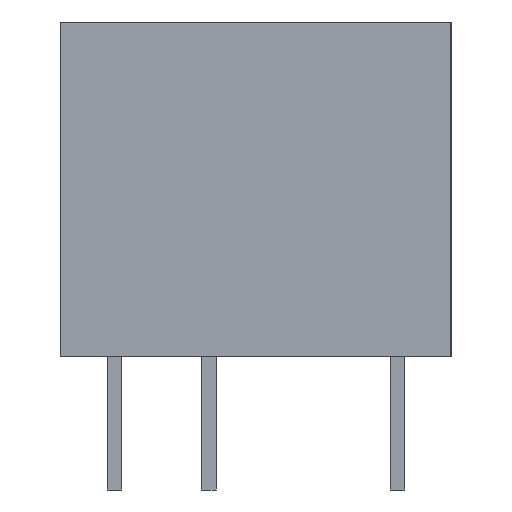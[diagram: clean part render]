
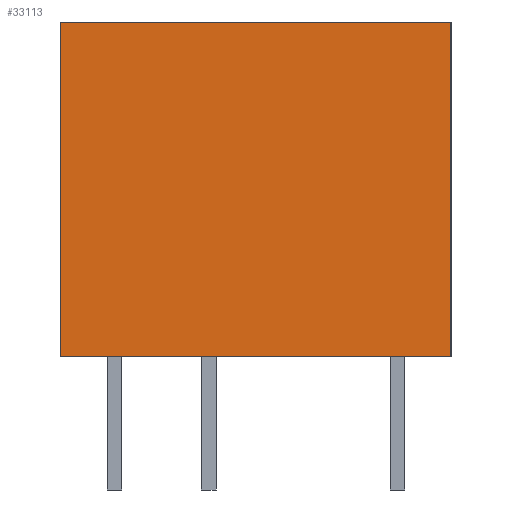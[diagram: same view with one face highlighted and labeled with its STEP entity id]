
A CAD part, front view. The second image highlights one B-rep face of the part: STEP entity #33113.
In plain terms, the highlighted planar face has unit normal (0, -1, 0).
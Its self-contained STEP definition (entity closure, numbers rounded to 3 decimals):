
#33074=CARTESIAN_POINT('',(5.25,-10.95,0.0));
#33075=DIRECTION('',(0.0,-1.0,0.0));
#33076=DIRECTION('',(0.0,0.0,-1.0));
#33077=AXIS2_PLACEMENT_3D('',#33074,#33075,#33076);
#33078=PLANE('',#33077);
#33079=CARTESIAN_POINT('',(5.25,-10.95,9.0));
#33080=VERTEX_POINT('',#33079);
#33081=CARTESIAN_POINT('',(-5.25,-10.95,9.0));
#33082=VERTEX_POINT('',#33081);
#33083=CARTESIAN_POINT('',(5.25,-10.95,9.0));
#33084=DIRECTION('',(-1.0,0.0,0.0));
#33085=VECTOR('',#33084,10.5);
#33086=LINE('',#33083,#33085);
#33087=EDGE_CURVE('',#33080,#33082,#33086,.T.);
#33088=ORIENTED_EDGE('',*,*,#33087,.T.);
#33089=CARTESIAN_POINT('',(-5.25,-10.95,0.0));
#33090=VERTEX_POINT('',#33089);
#33091=CARTESIAN_POINT('',(-5.25,-10.95,0.0));
#33092=DIRECTION('',(0.0,0.0,1.0));
#33093=VECTOR('',#33092,9.0);
#33094=LINE('',#33091,#33093);
#33095=EDGE_CURVE('',#33090,#33082,#33094,.T.);
#33096=ORIENTED_EDGE('',*,*,#33095,.F.);
#33097=CARTESIAN_POINT('',(5.25,-10.95,0.0));
#33098=VERTEX_POINT('',#33097);
#33099=CARTESIAN_POINT('',(-5.25,-10.95,0.0));
#33100=DIRECTION('',(1.0,0.0,0.0));
#33101=VECTOR('',#33100,10.5);
#33102=LINE('',#33099,#33101);
#33103=EDGE_CURVE('',#33090,#33098,#33102,.T.);
#33104=ORIENTED_EDGE('',*,*,#33103,.T.);
#33105=CARTESIAN_POINT('',(5.25,-10.95,0.0));
#33106=DIRECTION('',(0.0,0.0,1.0));
#33107=VECTOR('',#33106,9.0);
#33108=LINE('',#33105,#33107);
#33109=EDGE_CURVE('',#33098,#33080,#33108,.T.);
#33110=ORIENTED_EDGE('',*,*,#33109,.T.);
#33111=EDGE_LOOP('',(#33088,#33096,#33104,#33110));
#33112=FACE_OUTER_BOUND('',#33111,.T.);
#33113=ADVANCED_FACE('',(#33112),#33078,.T.);
